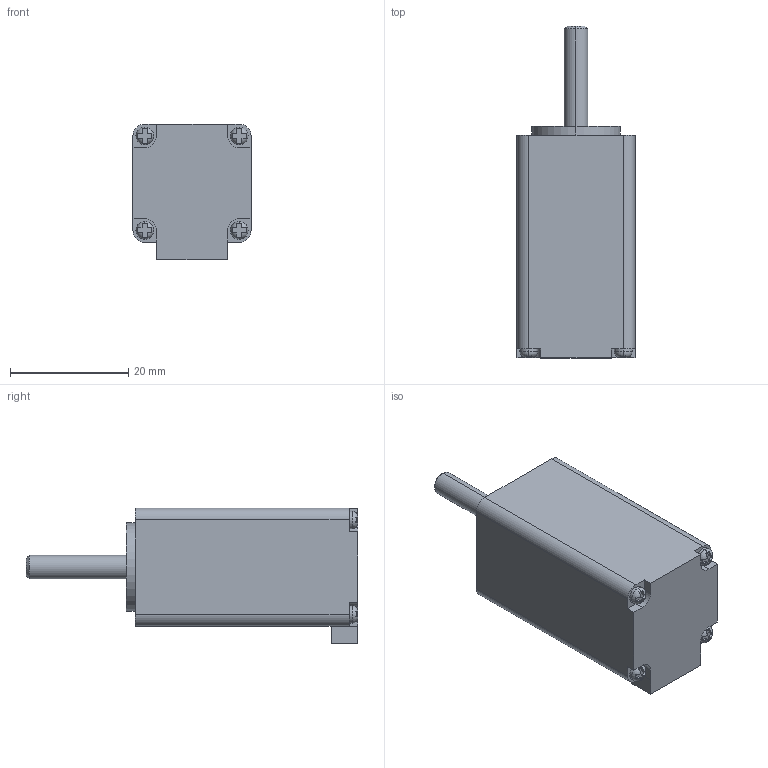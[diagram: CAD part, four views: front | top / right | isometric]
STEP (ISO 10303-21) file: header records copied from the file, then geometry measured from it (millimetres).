
FILE_DESCRIPTION (( 'STEP AP203' ), '1' );
FILE_NAME ('SS0903A05A.STEP', '2020-12-01T07:59:42', ( '微软用户' ), ( '微软中国' ), 'SwSTEP 2.0', 'SolidWorks 2016', '' );
FILE_SCHEMA (( 'CONFIG_CONTROL_DESIGN' ));
Length unit declared in the file: millimetre
Products named in the file (1): SS0903A05A
Bounding box: 20 x 56.2 x 23 mm (x, y, z)
Volume: 15498 mm3; surface area: 4169.2 mm2
Topology: 1 solids, 1 shells, 119 faces, 310 edges, 203 vertices
Faces by surface type: plane 81, cylinder 28, torus 8, cone 2
Entity records: 3899 total; most frequent: CARTESIAN_POINT 945, ORIENTED_EDGE 620, DIRECTION 560, EDGE_CURVE 310, VERTEX_POINT 203, LINE 188, VECTOR 188, AXIS2_PLACEMENT_3D 186
